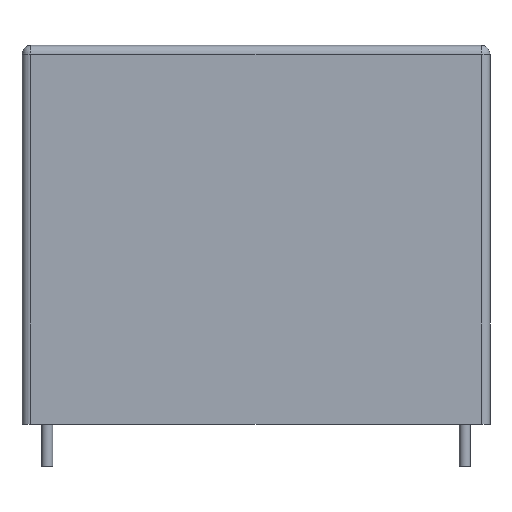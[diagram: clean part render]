
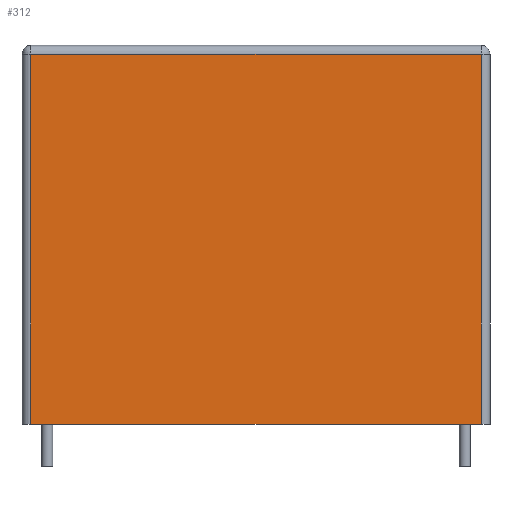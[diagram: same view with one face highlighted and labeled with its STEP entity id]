
A CAD part, front view. The second image highlights one B-rep face of the part: STEP entity #312.
In plain terms, the highlighted planar face has unit normal (0, -1, 0).
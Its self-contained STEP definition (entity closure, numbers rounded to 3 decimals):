
#25=PLANE('',#353);
#48=FACE_OUTER_BOUND('',#72,.T.);
#72=EDGE_LOOP('',(#245,#246,#247,#248));
#94=LINE('',#510,#114);
#97=LINE('',#528,#117);
#99=LINE('',#534,#119);
#100=LINE('',#535,#120);
#114=VECTOR('',#400,40.4);
#117=VECTOR('',#427,33.2);
#119=VECTOR('',#433,33.2);
#120=VECTOR('',#434,40.4);
#156=VERTEX_POINT('',#504);
#158=VERTEX_POINT('',#508);
#161=VERTEX_POINT('',#527);
#163=VERTEX_POINT('',#533);
#184=EDGE_CURVE('',#158,#156,#94,.T.);
#193=EDGE_CURVE('',#161,#156,#97,.T.);
#196=EDGE_CURVE('',#163,#158,#99,.T.);
#197=EDGE_CURVE('',#161,#163,#100,.T.);
#245=ORIENTED_EDGE('',*,*,#184,.F.);
#246=ORIENTED_EDGE('',*,*,#196,.F.);
#247=ORIENTED_EDGE('',*,*,#197,.F.);
#248=ORIENTED_EDGE('',*,*,#193,.T.);
#312=ADVANCED_FACE('',(#48),#25,.T.);
#353=AXIS2_PLACEMENT_3D('',#532,#431,#432);
#400=DIRECTION('',(1.,0.,0.));
#427=DIRECTION('',(0.,0.,1.));
#431=DIRECTION('center_axis',(0.,-1.,0.));
#432=DIRECTION('ref_axis',(0.,0.,-1.));
#433=DIRECTION('',(0.,0.,1.));
#434=DIRECTION('',(-1.,0.,0.));
#504=CARTESIAN_POINT('',(20.2,-9.75,33.2));
#508=CARTESIAN_POINT('',(-20.2,-9.75,33.2));
#510=CARTESIAN_POINT('',(9.975,-9.75,33.2));
#527=CARTESIAN_POINT('',(20.2,-9.75,0.));
#528=CARTESIAN_POINT('',(20.2,-9.75,0.));
#532=CARTESIAN_POINT('Origin',(19.95,-9.75,0.));
#533=CARTESIAN_POINT('',(-20.2,-9.75,0.));
#534=CARTESIAN_POINT('',(-20.2,-9.75,0.));
#535=CARTESIAN_POINT('',(19.95,-9.75,0.));
